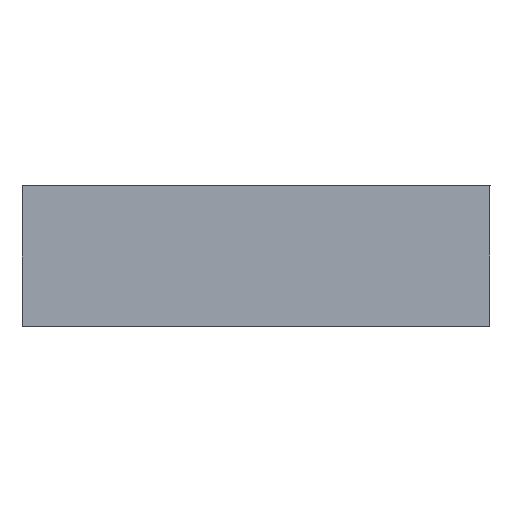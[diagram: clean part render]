
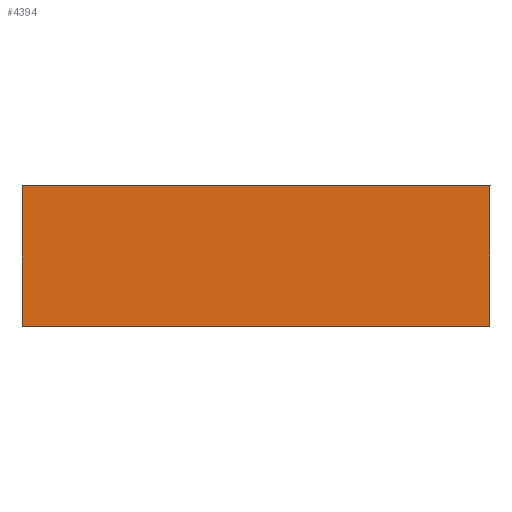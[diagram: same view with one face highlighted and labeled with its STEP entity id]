
A CAD part, front view. The second image highlights one B-rep face of the part: STEP entity #4394.
In plain terms, the highlighted planar face has unit normal (0, -1, 0).
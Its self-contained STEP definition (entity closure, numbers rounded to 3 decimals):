
#4082 = PLANE('',#4083);
#4083 = AXIS2_PLACEMENT_3D('',#4084,#4085,#4086);
#4084 = CARTESIAN_POINT('',(244.,20.2,
    0.013));
#4085 = DIRECTION('',(0.,0.,1.));
#4086 = DIRECTION('',(1.,0.,0.));
#4394 = ADVANCED_FACE('',(#4395),#4409,.F.);
#4395 = FACE_BOUND('',#4396,.T.);
#4396 = EDGE_LOOP('',(#4397,#4427,#4455,#4483));
#4397 = ORIENTED_EDGE('',*,*,#4398,.T.);
#4398 = EDGE_CURVE('',#4399,#4401,#4403,.T.);
#4399 = VERTEX_POINT('',#4400);
#4400 = CARTESIAN_POINT('',(242.5,18.7,
    0.013));
#4401 = VERTEX_POINT('',#4402);
#4402 = CARTESIAN_POINT('',(245.5,18.7,
    0.013));
#4403 = SURFACE_CURVE('',#4404,(#4408,#4420),.PCURVE_S1.);
#4404 = LINE('',#4405,#4406);
#4405 = CARTESIAN_POINT('',(245.5,18.7,
    0.013));
#4406 = VECTOR('',#4407,1.);
#4407 = DIRECTION('',(1.,0.,0.));
#4408 = PCURVE('',#4409,#4414);
#4409 = PLANE('',#4410);
#4410 = AXIS2_PLACEMENT_3D('',#4411,#4412,#4413);
#4411 = CARTESIAN_POINT('',(245.5,18.7,
    0.913));
#4412 = DIRECTION('',(0.,1.,0.));
#4413 = DIRECTION('',(-1.,0.,0.));
#4414 = DEFINITIONAL_REPRESENTATION('',(#4415),#4419);
#4415 = LINE('',#4416,#4417);
#4416 = CARTESIAN_POINT('',(0.,-0.9));
#4417 = VECTOR('',#4418,1.);
#4418 = DIRECTION('',(-1.,0.));
#4419 = ( GEOMETRIC_REPRESENTATION_CONTEXT(2) 
PARAMETRIC_REPRESENTATION_CONTEXT() REPRESENTATION_CONTEXT('2D SPACE',''
  ) );
#4420 = PCURVE('',#4082,#4421);
#4421 = DEFINITIONAL_REPRESENTATION('',(#4422),#4426);
#4422 = LINE('',#4423,#4424);
#4423 = CARTESIAN_POINT('',(1.5,-1.5));
#4424 = VECTOR('',#4425,1.);
#4425 = DIRECTION('',(1.,-0.));
#4426 = ( GEOMETRIC_REPRESENTATION_CONTEXT(2) 
PARAMETRIC_REPRESENTATION_CONTEXT() REPRESENTATION_CONTEXT('2D SPACE',''
  ) );
#4427 = ORIENTED_EDGE('',*,*,#4428,.F.);
#4428 = EDGE_CURVE('',#4429,#4401,#4431,.T.);
#4429 = VERTEX_POINT('',#4430);
#4430 = CARTESIAN_POINT('',(245.5,18.7,
    0.913));
#4431 = SURFACE_CURVE('',#4432,(#4436,#4443),.PCURVE_S1.);
#4432 = LINE('',#4433,#4434);
#4433 = CARTESIAN_POINT('',(245.5,18.7,
    0.913));
#4434 = VECTOR('',#4435,1.);
#4435 = DIRECTION('',(0.,0.,-1.));
#4436 = PCURVE('',#4409,#4437);
#4437 = DEFINITIONAL_REPRESENTATION('',(#4438),#4442);
#4438 = LINE('',#4439,#4440);
#4439 = CARTESIAN_POINT('',(0.,0.));
#4440 = VECTOR('',#4441,1.);
#4441 = DIRECTION('',(0.,-1.));
#4442 = ( GEOMETRIC_REPRESENTATION_CONTEXT(2) 
PARAMETRIC_REPRESENTATION_CONTEXT() REPRESENTATION_CONTEXT('2D SPACE',''
  ) );
#4443 = PCURVE('',#4444,#4449);
#4444 = PLANE('',#4445);
#4445 = AXIS2_PLACEMENT_3D('',#4446,#4447,#4448);
#4446 = CARTESIAN_POINT('',(245.5,21.7,
    0.913));
#4447 = DIRECTION('',(-1.,0.,0.));
#4448 = DIRECTION('',(0.,-1.,0.));
#4449 = DEFINITIONAL_REPRESENTATION('',(#4450),#4454);
#4450 = LINE('',#4451,#4452);
#4451 = CARTESIAN_POINT('',(3.,0.));
#4452 = VECTOR('',#4453,1.);
#4453 = DIRECTION('',(0.,-1.));
#4454 = ( GEOMETRIC_REPRESENTATION_CONTEXT(2) 
PARAMETRIC_REPRESENTATION_CONTEXT() REPRESENTATION_CONTEXT('2D SPACE',''
  ) );
#4455 = ORIENTED_EDGE('',*,*,#4456,.F.);
#4456 = EDGE_CURVE('',#4457,#4429,#4459,.T.);
#4457 = VERTEX_POINT('',#4458);
#4458 = CARTESIAN_POINT('',(242.5,18.7,
    0.913));
#4459 = SURFACE_CURVE('',#4460,(#4464,#4471),.PCURVE_S1.);
#4460 = LINE('',#4461,#4462);
#4461 = CARTESIAN_POINT('',(245.5,18.7,
    0.913));
#4462 = VECTOR('',#4463,1.);
#4463 = DIRECTION('',(1.,0.,0.));
#4464 = PCURVE('',#4409,#4465);
#4465 = DEFINITIONAL_REPRESENTATION('',(#4466),#4470);
#4466 = LINE('',#4467,#4468);
#4467 = CARTESIAN_POINT('',(0.,0.));
#4468 = VECTOR('',#4469,1.);
#4469 = DIRECTION('',(-1.,0.));
#4470 = ( GEOMETRIC_REPRESENTATION_CONTEXT(2) 
PARAMETRIC_REPRESENTATION_CONTEXT() REPRESENTATION_CONTEXT('2D SPACE',''
  ) );
#4471 = PCURVE('',#4472,#4477);
#4472 = PLANE('',#4473);
#4473 = AXIS2_PLACEMENT_3D('',#4474,#4475,#4476);
#4474 = CARTESIAN_POINT('',(244.,20.2,
    0.913));
#4475 = DIRECTION('',(0.,0.,1.));
#4476 = DIRECTION('',(1.,0.,0.));
#4477 = DEFINITIONAL_REPRESENTATION('',(#4478),#4482);
#4478 = LINE('',#4479,#4480);
#4479 = CARTESIAN_POINT('',(1.5,-1.5));
#4480 = VECTOR('',#4481,1.);
#4481 = DIRECTION('',(1.,-0.));
#4482 = ( GEOMETRIC_REPRESENTATION_CONTEXT(2) 
PARAMETRIC_REPRESENTATION_CONTEXT() REPRESENTATION_CONTEXT('2D SPACE',''
  ) );
#4483 = ORIENTED_EDGE('',*,*,#4484,.T.);
#4484 = EDGE_CURVE('',#4457,#4399,#4485,.T.);
#4485 = SURFACE_CURVE('',#4486,(#4490,#4497),.PCURVE_S1.);
#4486 = LINE('',#4487,#4488);
#4487 = CARTESIAN_POINT('',(242.5,18.7,
    0.913));
#4488 = VECTOR('',#4489,1.);
#4489 = DIRECTION('',(0.,0.,-1.));
#4490 = PCURVE('',#4409,#4491);
#4491 = DEFINITIONAL_REPRESENTATION('',(#4492),#4496);
#4492 = LINE('',#4493,#4494);
#4493 = CARTESIAN_POINT('',(3.,0.));
#4494 = VECTOR('',#4495,1.);
#4495 = DIRECTION('',(0.,-1.));
#4496 = ( GEOMETRIC_REPRESENTATION_CONTEXT(2) 
PARAMETRIC_REPRESENTATION_CONTEXT() REPRESENTATION_CONTEXT('2D SPACE',''
  ) );
#4497 = PCURVE('',#4498,#4503);
#4498 = PLANE('',#4499);
#4499 = AXIS2_PLACEMENT_3D('',#4500,#4501,#4502);
#4500 = CARTESIAN_POINT('',(242.5,21.7,
    0.913));
#4501 = DIRECTION('',(1.,0.,0.));
#4502 = DIRECTION('',(0.,1.,0.));
#4503 = DEFINITIONAL_REPRESENTATION('',(#4504),#4508);
#4504 = LINE('',#4505,#4506);
#4505 = CARTESIAN_POINT('',(-3.,0.));
#4506 = VECTOR('',#4507,1.);
#4507 = DIRECTION('',(0.,-1.));
#4508 = ( GEOMETRIC_REPRESENTATION_CONTEXT(2) 
PARAMETRIC_REPRESENTATION_CONTEXT() REPRESENTATION_CONTEXT('2D SPACE',''
  ) );
